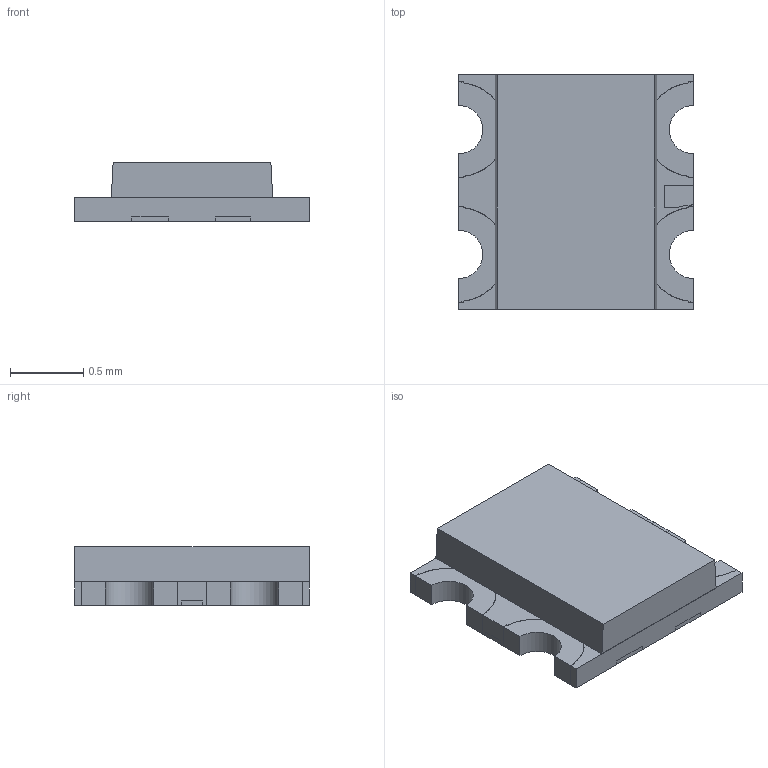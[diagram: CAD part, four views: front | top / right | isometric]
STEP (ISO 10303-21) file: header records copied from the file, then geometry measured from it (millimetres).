
FILE_DESCRIPTION( ( 'Unknown' ), '1' );
FILE_NAME( '150066M173200.stp', 'Unknown', ( 'Unknown' ), ( 'Unknown' ), 'PSStep 18.0.17', 'Unknown', ' ' );
FILE_SCHEMA( ( 'AUTOMOTIVE_DESIGN { 1 0 10303 214 1 1 1 1 }' ) );
Length unit declared in the file: millimetre
Products named in the file (11): Assem1; body; pole; contact; lense
Assembly tree (10 placements, depth 2):
  Assem1
    body
    pole
    pole
    pole
    pole
    contact
    contact
    contact
    contact
    lense
Bounding box: 1.6 x 1.6 x 0.4 mm (x, y, z)
Volume: 0.8 mm3; surface area: 18.3 mm2
Topology: 10 solids, 10 shells, 342 faces, 958 edges, 636 vertices
Faces by surface type: plane 226, cylinder 116
Entity records: 13908 total; most frequent: CARTESIAN_POINT 1947, ORIENTED_EDGE 1916, DIRECTION 1896, EDGE_CURVE 958, LINE 726, VECTOR 726, VERTEX_POINT 636, AXIS2_PLACEMENT_3D 585
